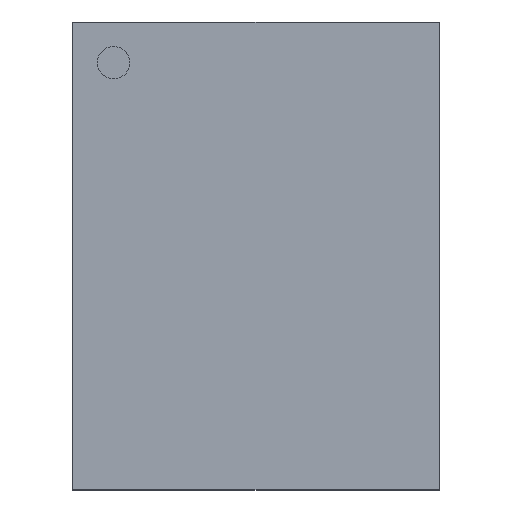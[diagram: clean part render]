
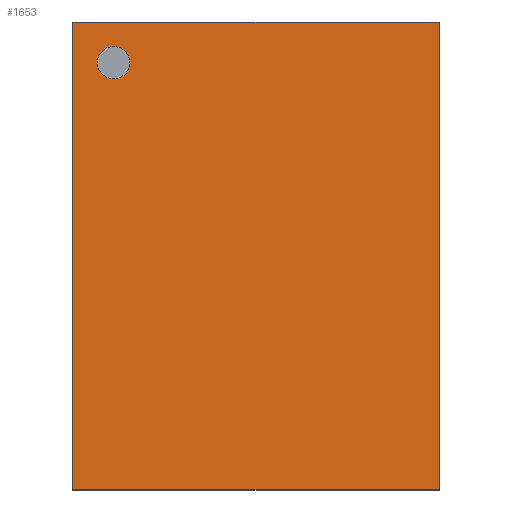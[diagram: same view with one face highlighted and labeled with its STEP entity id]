
A CAD part, top view. The second image highlights one B-rep face of the part: STEP entity #1653.
In plain terms, the highlighted planar face has unit normal (0, 0, 1).
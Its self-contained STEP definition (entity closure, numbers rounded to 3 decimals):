
#21=LINE($,#3182,#33);
#23=LINE($,#3186,#35);
#25=LINE($,#3190,#37);
#26=LINE($,#3192,#38);
#33=VECTOR($,#2717,11.5);
#35=VECTOR($,#2721,9.);
#37=VECTOR($,#2725,11.5);
#38=VECTOR($,#2728,9.);
#166=FACE_BOUND($,#668,.T.);
#415=FACE_OUTER_BOUND($,#667,.T.);
#667=EDGE_LOOP($,(#1328,#1329,#1330,#1331));
#668=EDGE_LOOP($,(#1332));
#794=CIRCLE($,#2084,0.4);
#918=VERTEX_POINT($,#3165);
#923=VERTEX_POINT($,#3178);
#924=VERTEX_POINT($,#3180);
#925=VERTEX_POINT($,#3184);
#926=VERTEX_POINT($,#3188);
#1050=EDGE_CURVE($,#918,#918,#794,.T.);
#1057=EDGE_CURVE($,#923,#924,#21,.T.);
#1059=EDGE_CURVE($,#925,#923,#23,.T.);
#1061=EDGE_CURVE($,#926,#925,#25,.T.);
#1062=EDGE_CURVE($,#924,#926,#26,.T.);
#1328=ORIENTED_EDGE($,*,*,#1062,.T.);
#1329=ORIENTED_EDGE($,*,*,#1061,.T.);
#1330=ORIENTED_EDGE($,*,*,#1059,.T.);
#1331=ORIENTED_EDGE($,*,*,#1057,.T.);
#1332=ORIENTED_EDGE($,*,*,#1050,.T.);
#1463=PLANE($,#2091);
#1653=ADVANCED_FACE($,(#415,#166),#1463,.T.);
#2084=AXIS2_PLACEMENT_3D($,#3166,#2703,#2704);
#2091=AXIS2_PLACEMENT_3D($,#3193,#2729,#2730);
#2703=DIRECTION('center_axis',(0.,0.,-1.));
#2704=DIRECTION('ref_axis',(1.,0.,0.));
#2717=DIRECTION($,(0.,-1.,0.));
#2721=DIRECTION($,(-1.,0.,0.));
#2725=DIRECTION($,(0.,1.,0.));
#2728=DIRECTION($,(1.,0.,0.));
#2729=DIRECTION('center_axis',(0.,0.,1.));
#2730=DIRECTION('ref_axis',(1.,0.,0.));
#3165=CARTESIAN_POINT('',(-3.1,4.75,1.2));
#3166=CARTESIAN_POINT('Origin',(-3.5,4.75,1.2));
#3178=CARTESIAN_POINT('',(-4.5,5.75,1.2));
#3180=CARTESIAN_POINT('',(-4.5,-5.75,1.2));
#3182=CARTESIAN_POINT($,(-4.5,0.,1.2));
#3184=CARTESIAN_POINT('',(4.5,5.75,1.2));
#3186=CARTESIAN_POINT($,(0.,5.75,1.2));
#3188=CARTESIAN_POINT('',(4.5,-5.75,1.2));
#3190=CARTESIAN_POINT($,(4.5,0.,1.2));
#3192=CARTESIAN_POINT($,(0.,-5.75,1.2));
#3193=CARTESIAN_POINT('Origin',(-3.5,5.25,1.2));
